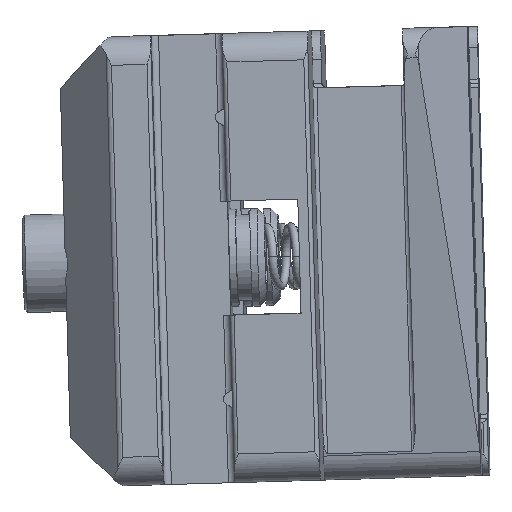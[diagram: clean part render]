
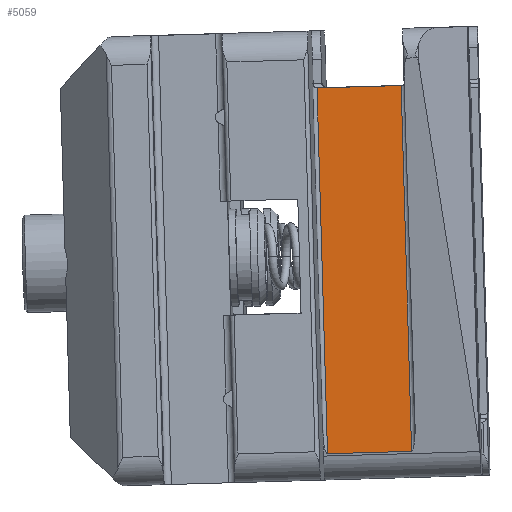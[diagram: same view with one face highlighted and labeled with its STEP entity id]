
A CAD part, left-side view. The second image highlights one B-rep face of the part: STEP entity #5059.
In plain terms, the highlighted face is planar.
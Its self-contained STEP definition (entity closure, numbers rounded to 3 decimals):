
#457=PLANE('',#5452);
#633=FACE_OUTER_BOUND('',#912,.T.);
#912=EDGE_LOOP('',(#3830,#3831,#3832,#3833));
#1343=LINE('',#8101,#1799);
#1394=LINE('',#8224,#1850);
#1395=LINE('',#8225,#1851);
#1396=LINE('',#8226,#1852);
#1799=VECTOR('',#6153,1000.);
#1850=VECTOR('',#6262,1000.);
#1851=VECTOR('',#6263,1000.);
#1852=VECTOR('',#6264,1000.);
#2299=VERTEX_POINT('',#8098);
#2300=VERTEX_POINT('',#8100);
#2336=VERTEX_POINT('',#8222);
#2337=VERTEX_POINT('',#8223);
#2862=EDGE_CURVE('',#2299,#2300,#1343,.T.);
#2924=EDGE_CURVE('',#2336,#2337,#1394,.T.);
#2925=EDGE_CURVE('',#2300,#2336,#1395,.T.);
#2926=EDGE_CURVE('',#2299,#2337,#1396,.T.);
#3830=ORIENTED_EDGE('',*,*,#2924,.F.);
#3831=ORIENTED_EDGE('',*,*,#2925,.F.);
#3832=ORIENTED_EDGE('',*,*,#2862,.F.);
#3833=ORIENTED_EDGE('',*,*,#2926,.T.);
#5059=ADVANCED_FACE('',(#633),#457,.F.);
#5452=AXIS2_PLACEMENT_3D('',#8221,#6260,#6261);
#6153=DIRECTION('',(0.,-1.,0.));
#6260=DIRECTION('center_axis',(1.,0.,0.));
#6261=DIRECTION('ref_axis',(0.,1.,0.));
#6262=DIRECTION('',(0.,1.,0.));
#6263=DIRECTION('',(0.,0.,-1.));
#6264=DIRECTION('',(0.,0.,-1.));
#8098=CARTESIAN_POINT('',(5.9,-0.3,11.75));
#8100=CARTESIAN_POINT('',(5.9,-6.2,11.75));
#8101=CARTESIAN_POINT('',(5.9,-0.3,11.75));
#8221=CARTESIAN_POINT('Origin',(5.9,-0.3,15.75));
#8222=CARTESIAN_POINT('',(5.9,-6.2,-13.911));
#8223=CARTESIAN_POINT('',(5.9,-0.3,-13.911));
#8224=CARTESIAN_POINT('',(5.9,-0.3,-13.911));
#8225=CARTESIAN_POINT('',(5.9,-6.2,15.75));
#8226=CARTESIAN_POINT('',(5.9,-0.3,15.75));
